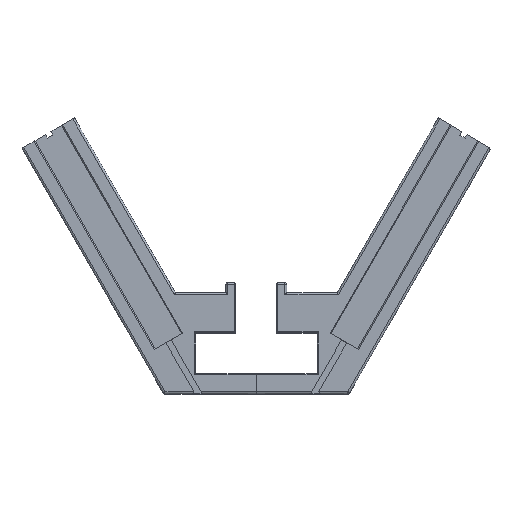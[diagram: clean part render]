
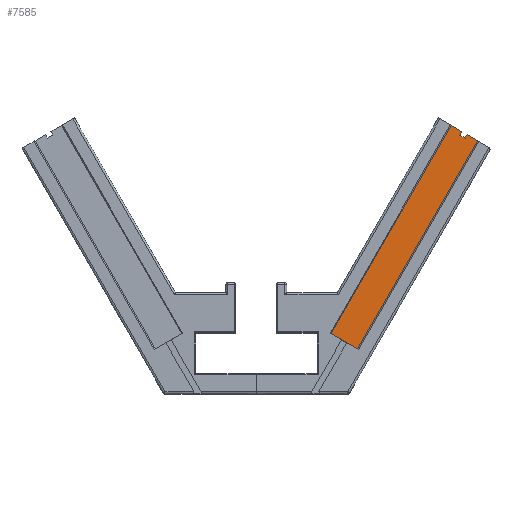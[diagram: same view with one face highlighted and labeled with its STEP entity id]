
A CAD part, top view. The second image highlights one B-rep face of the part: STEP entity #7585.
In plain terms, the highlighted planar face has unit normal (0, 0, 1).
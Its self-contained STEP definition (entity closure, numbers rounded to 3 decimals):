
#362 = PLANE('',#363);
#363 = AXIS2_PLACEMENT_3D('',#364,#365,#366);
#364 = CARTESIAN_POINT('',(116.081,121.603,0.));
#365 = DIRECTION('',(-0.5,-0.866,0.));
#366 = DIRECTION('',(-0.866,0.5,0.));
#520 = PLANE('',#521);
#521 = AXIS2_PLACEMENT_3D('',#522,#523,#524);
#522 = CARTESIAN_POINT('',(116.081,121.603,0.));
#523 = DIRECTION('',(-0.5,-0.866,0.));
#524 = DIRECTION('',(-0.866,0.5,0.));
#2968 = VERTEX_POINT('',#2969);
#2969 = CARTESIAN_POINT('',(101.791,129.853,64.8));
#2983 = PLANE('',#2984);
#2984 = AXIS2_PLACEMENT_3D('',#2985,#2986,#2987);
#2985 = CARTESIAN_POINT('',(101.791,129.853,64.8));
#2986 = DIRECTION('',(-0.866,0.5,0.));
#2987 = DIRECTION('',(-0.5,-0.866,0.));
#2995 = EDGE_CURVE('',#2996,#2968,#2998,.T.);
#2996 = VERTEX_POINT('',#2997);
#2997 = CARTESIAN_POINT('',(96.509,132.903,64.8));
#2998 = SURFACE_CURVE('',#2999,(#3003,#3010),.PCURVE_S1.);
#2999 = LINE('',#3000,#3001);
#3000 = CARTESIAN_POINT('',(96.509,132.903,64.8));
#3001 = VECTOR('',#3002,1.);
#3002 = DIRECTION('',(0.866,-0.5,0.));
#3003 = PCURVE('',#520,#3004);
#3004 = DEFINITIONAL_REPRESENTATION('',(#3005),#3009);
#3005 = LINE('',#3006,#3007);
#3006 = CARTESIAN_POINT('',(22.6,-64.8));
#3007 = VECTOR('',#3008,1.);
#3008 = DIRECTION('',(-1.,0.));
#3009 = ( GEOMETRIC_REPRESENTATION_CONTEXT(2) 
PARAMETRIC_REPRESENTATION_CONTEXT() REPRESENTATION_CONTEXT('2D SPACE',''
  ) );
#3010 = PCURVE('',#3011,#3016);
#3011 = PLANE('',#3012);
#3012 = AXIS2_PLACEMENT_3D('',#3013,#3014,#3015);
#3013 = CARTESIAN_POINT('',(96.509,132.903,64.8));
#3014 = DIRECTION('',(0.,0.,1.));
#3015 = DIRECTION('',(0.866,-0.5,0.));
#3016 = DEFINITIONAL_REPRESENTATION('',(#3017),#3021);
#3017 = LINE('',#3018,#3019);
#3018 = CARTESIAN_POINT('',(0.,0.));
#3019 = VECTOR('',#3020,1.);
#3020 = DIRECTION('',(1.,-0.));
#3021 = ( GEOMETRIC_REPRESENTATION_CONTEXT(2) 
PARAMETRIC_REPRESENTATION_CONTEXT() REPRESENTATION_CONTEXT('2D SPACE',''
  ) );
#3039 = PLANE('',#3040);
#3040 = AXIS2_PLACEMENT_3D('',#3041,#3042,#3043);
#3041 = CARTESIAN_POINT('',(96.509,132.903,80.));
#3042 = DIRECTION('',(0.866,-0.5,0.));
#3043 = DIRECTION('',(0.,0.,-1.));
#5002 = VERTEX_POINT('',#5003);
#5003 = CARTESIAN_POINT('',(109.672,125.303,64.8));
#5017 = PLANE('',#5018);
#5018 = AXIS2_PLACEMENT_3D('',#5019,#5020,#5021);
#5019 = CARTESIAN_POINT('',(109.672,125.303,64.8));
#5020 = DIRECTION('',(-0.866,0.5,0.));
#5021 = DIRECTION('',(0.,0.,1.));
#5029 = EDGE_CURVE('',#5030,#5002,#5032,.T.);
#5030 = VERTEX_POINT('',#5031);
#5031 = CARTESIAN_POINT('',(104.389,128.353,64.8));
#5032 = SURFACE_CURVE('',#5033,(#5037,#5044),.PCURVE_S1.);
#5033 = LINE('',#5034,#5035);
#5034 = CARTESIAN_POINT('',(96.509,132.903,64.8));
#5035 = VECTOR('',#5036,1.);
#5036 = DIRECTION('',(0.866,-0.5,0.));
#5037 = PCURVE('',#362,#5038);
#5038 = DEFINITIONAL_REPRESENTATION('',(#5039),#5043);
#5039 = LINE('',#5040,#5041);
#5040 = CARTESIAN_POINT('',(22.6,-64.8));
#5041 = VECTOR('',#5042,1.);
#5042 = DIRECTION('',(-1.,0.));
#5043 = ( GEOMETRIC_REPRESENTATION_CONTEXT(2) 
PARAMETRIC_REPRESENTATION_CONTEXT() REPRESENTATION_CONTEXT('2D SPACE',''
  ) );
#5044 = PCURVE('',#3011,#5045);
#5045 = DEFINITIONAL_REPRESENTATION('',(#5046),#5050);
#5046 = LINE('',#5047,#5048);
#5047 = CARTESIAN_POINT('',(0.,0.));
#5048 = VECTOR('',#5049,1.);
#5049 = DIRECTION('',(1.,-0.));
#5050 = ( GEOMETRIC_REPRESENTATION_CONTEXT(2) 
PARAMETRIC_REPRESENTATION_CONTEXT() REPRESENTATION_CONTEXT('2D SPACE',''
  ) );
#5068 = PLANE('',#5069);
#5069 = AXIS2_PLACEMENT_3D('',#5070,#5071,#5072);
#5070 = CARTESIAN_POINT('',(103.389,126.62,64.8));
#5071 = DIRECTION('',(0.866,-0.5,0.));
#5072 = DIRECTION('',(0.5,0.866,0.));
#7287 = PLANE('',#7288);
#7288 = AXIS2_PLACEMENT_3D('',#7289,#7290,#7291);
#7289 = CARTESIAN_POINT('',(100.791,128.12,64.8));
#7290 = DIRECTION('',(-0.5,-0.866,0.));
#7291 = DIRECTION('',(0.866,-0.5,0.));
#7423 = PLANE('',#7424);
#7424 = AXIS2_PLACEMENT_3D('',#7425,#7426,#7427);
#7425 = CARTESIAN_POINT('',(43.555,25.985,
    40.));
#7426 = DIRECTION('',(0.5,0.866,0.));
#7427 = DIRECTION('',(0.866,-0.5,0.));
#7543 = VERTEX_POINT('',#7544);
#7544 = CARTESIAN_POINT('',(36.974,29.785,64.8));
#7565 = EDGE_CURVE('',#2996,#7543,#7566,.T.);
#7566 = SURFACE_CURVE('',#7567,(#7571,#7578),.PCURVE_S1.);
#7567 = LINE('',#7568,#7569);
#7568 = CARTESIAN_POINT('',(96.509,132.903,64.8));
#7569 = VECTOR('',#7570,1.);
#7570 = DIRECTION('',(-0.5,-0.866,0.));
#7571 = PCURVE('',#3039,#7572);
#7572 = DEFINITIONAL_REPRESENTATION('',(#7573),#7577);
#7573 = LINE('',#7574,#7575);
#7574 = CARTESIAN_POINT('',(15.2,0.));
#7575 = VECTOR('',#7576,1.);
#7576 = DIRECTION('',(0.,-1.));
#7577 = ( GEOMETRIC_REPRESENTATION_CONTEXT(2) 
PARAMETRIC_REPRESENTATION_CONTEXT() REPRESENTATION_CONTEXT('2D SPACE',''
  ) );
#7578 = PCURVE('',#3011,#7579);
#7579 = DEFINITIONAL_REPRESENTATION('',(#7580),#7584);
#7580 = LINE('',#7581,#7582);
#7581 = CARTESIAN_POINT('',(0.,0.));
#7582 = VECTOR('',#7583,1.);
#7583 = DIRECTION('',(0.,-1.));
#7584 = ( GEOMETRIC_REPRESENTATION_CONTEXT(2) 
PARAMETRIC_REPRESENTATION_CONTEXT() REPRESENTATION_CONTEXT('2D SPACE',''
  ) );
#7585 = ADVANCED_FACE('',(#7586),#3011,.T.);
#7586 = FACE_BOUND('',#7587,.T.);
#7587 = EDGE_LOOP('',(#7588,#7589,#7590,#7613,#7634,#7635,#7658,#7681));
#7588 = ORIENTED_EDGE('',*,*,#2995,.F.);
#7589 = ORIENTED_EDGE('',*,*,#7565,.T.);
#7590 = ORIENTED_EDGE('',*,*,#7591,.T.);
#7591 = EDGE_CURVE('',#7543,#7592,#7594,.T.);
#7592 = VERTEX_POINT('',#7593);
#7593 = CARTESIAN_POINT('',(50.137,22.185,64.8));
#7594 = SURFACE_CURVE('',#7595,(#7599,#7606),.PCURVE_S1.);
#7595 = LINE('',#7596,#7597);
#7596 = CARTESIAN_POINT('',(36.974,29.785,64.8));
#7597 = VECTOR('',#7598,1.);
#7598 = DIRECTION('',(0.866,-0.5,0.));
#7599 = PCURVE('',#3011,#7600);
#7600 = DEFINITIONAL_REPRESENTATION('',(#7601),#7605);
#7601 = LINE('',#7602,#7603);
#7602 = CARTESIAN_POINT('',(0.,-119.07));
#7603 = VECTOR('',#7604,1.);
#7604 = DIRECTION('',(1.,-0.));
#7605 = ( GEOMETRIC_REPRESENTATION_CONTEXT(2) 
PARAMETRIC_REPRESENTATION_CONTEXT() REPRESENTATION_CONTEXT('2D SPACE',''
  ) );
#7606 = PCURVE('',#7423,#7607);
#7607 = DEFINITIONAL_REPRESENTATION('',(#7608),#7612);
#7608 = LINE('',#7609,#7610);
#7609 = CARTESIAN_POINT('',(-7.6,-24.8));
#7610 = VECTOR('',#7611,1.);
#7611 = DIRECTION('',(1.,0.));
#7612 = ( GEOMETRIC_REPRESENTATION_CONTEXT(2) 
PARAMETRIC_REPRESENTATION_CONTEXT() REPRESENTATION_CONTEXT('2D SPACE',''
  ) );
#7613 = ORIENTED_EDGE('',*,*,#7614,.F.);
#7614 = EDGE_CURVE('',#5002,#7592,#7615,.T.);
#7615 = SURFACE_CURVE('',#7616,(#7620,#7627),.PCURVE_S1.);
#7616 = LINE('',#7617,#7618);
#7617 = CARTESIAN_POINT('',(109.672,125.303,64.8));
#7618 = VECTOR('',#7619,1.);
#7619 = DIRECTION('',(-0.5,-0.866,0.));
#7620 = PCURVE('',#3011,#7621);
#7621 = DEFINITIONAL_REPRESENTATION('',(#7622),#7626);
#7622 = LINE('',#7623,#7624);
#7623 = CARTESIAN_POINT('',(15.2,0.));
#7624 = VECTOR('',#7625,1.);
#7625 = DIRECTION('',(0.,-1.));
#7626 = ( GEOMETRIC_REPRESENTATION_CONTEXT(2) 
PARAMETRIC_REPRESENTATION_CONTEXT() REPRESENTATION_CONTEXT('2D SPACE',''
  ) );
#7627 = PCURVE('',#5017,#7628);
#7628 = DEFINITIONAL_REPRESENTATION('',(#7629),#7633);
#7629 = LINE('',#7630,#7631);
#7630 = CARTESIAN_POINT('',(0.,0.));
#7631 = VECTOR('',#7632,1.);
#7632 = DIRECTION('',(0.,-1.));
#7633 = ( GEOMETRIC_REPRESENTATION_CONTEXT(2) 
PARAMETRIC_REPRESENTATION_CONTEXT() REPRESENTATION_CONTEXT('2D SPACE',''
  ) );
#7634 = ORIENTED_EDGE('',*,*,#5029,.F.);
#7635 = ORIENTED_EDGE('',*,*,#7636,.F.);
#7636 = EDGE_CURVE('',#7637,#5030,#7639,.T.);
#7637 = VERTEX_POINT('',#7638);
#7638 = CARTESIAN_POINT('',(103.389,126.62,64.8));
#7639 = SURFACE_CURVE('',#7640,(#7644,#7651),.PCURVE_S1.);
#7640 = LINE('',#7641,#7642);
#7641 = CARTESIAN_POINT('',(103.389,126.62,64.8));
#7642 = VECTOR('',#7643,1.);
#7643 = DIRECTION('',(0.5,0.866,0.));
#7644 = PCURVE('',#3011,#7645);
#7645 = DEFINITIONAL_REPRESENTATION('',(#7646),#7650);
#7646 = LINE('',#7647,#7648);
#7647 = CARTESIAN_POINT('',(9.1,-2.));
#7648 = VECTOR('',#7649,1.);
#7649 = DIRECTION('',(0.,1.));
#7650 = ( GEOMETRIC_REPRESENTATION_CONTEXT(2) 
PARAMETRIC_REPRESENTATION_CONTEXT() REPRESENTATION_CONTEXT('2D SPACE',''
  ) );
#7651 = PCURVE('',#5068,#7652);
#7652 = DEFINITIONAL_REPRESENTATION('',(#7653),#7657);
#7653 = LINE('',#7654,#7655);
#7654 = CARTESIAN_POINT('',(0.,0.));
#7655 = VECTOR('',#7656,1.);
#7656 = DIRECTION('',(1.,0.));
#7657 = ( GEOMETRIC_REPRESENTATION_CONTEXT(2) 
PARAMETRIC_REPRESENTATION_CONTEXT() REPRESENTATION_CONTEXT('2D SPACE',''
  ) );
#7658 = ORIENTED_EDGE('',*,*,#7659,.F.);
#7659 = EDGE_CURVE('',#7660,#7637,#7662,.T.);
#7660 = VERTEX_POINT('',#7661);
#7661 = CARTESIAN_POINT('',(100.791,128.12,64.8));
#7662 = SURFACE_CURVE('',#7663,(#7667,#7674),.PCURVE_S1.);
#7663 = LINE('',#7664,#7665);
#7664 = CARTESIAN_POINT('',(100.791,128.12,64.8));
#7665 = VECTOR('',#7666,1.);
#7666 = DIRECTION('',(0.866,-0.5,0.));
#7667 = PCURVE('',#3011,#7668);
#7668 = DEFINITIONAL_REPRESENTATION('',(#7669),#7673);
#7669 = LINE('',#7670,#7671);
#7670 = CARTESIAN_POINT('',(6.1,-2.));
#7671 = VECTOR('',#7672,1.);
#7672 = DIRECTION('',(1.,0.));
#7673 = ( GEOMETRIC_REPRESENTATION_CONTEXT(2) 
PARAMETRIC_REPRESENTATION_CONTEXT() REPRESENTATION_CONTEXT('2D SPACE',''
  ) );
#7674 = PCURVE('',#7287,#7675);
#7675 = DEFINITIONAL_REPRESENTATION('',(#7676),#7680);
#7676 = LINE('',#7677,#7678);
#7677 = CARTESIAN_POINT('',(0.,0.));
#7678 = VECTOR('',#7679,1.);
#7679 = DIRECTION('',(1.,-0.));
#7680 = ( GEOMETRIC_REPRESENTATION_CONTEXT(2) 
PARAMETRIC_REPRESENTATION_CONTEXT() REPRESENTATION_CONTEXT('2D SPACE',''
  ) );
#7681 = ORIENTED_EDGE('',*,*,#7682,.F.);
#7682 = EDGE_CURVE('',#2968,#7660,#7683,.T.);
#7683 = SURFACE_CURVE('',#7684,(#7688,#7695),.PCURVE_S1.);
#7684 = LINE('',#7685,#7686);
#7685 = CARTESIAN_POINT('',(101.791,129.853,64.8));
#7686 = VECTOR('',#7687,1.);
#7687 = DIRECTION('',(-0.5,-0.866,0.));
#7688 = PCURVE('',#3011,#7689);
#7689 = DEFINITIONAL_REPRESENTATION('',(#7690),#7694);
#7690 = LINE('',#7691,#7692);
#7691 = CARTESIAN_POINT('',(6.1,0.));
#7692 = VECTOR('',#7693,1.);
#7693 = DIRECTION('',(0.,-1.));
#7694 = ( GEOMETRIC_REPRESENTATION_CONTEXT(2) 
PARAMETRIC_REPRESENTATION_CONTEXT() REPRESENTATION_CONTEXT('2D SPACE',''
  ) );
#7695 = PCURVE('',#2983,#7696);
#7696 = DEFINITIONAL_REPRESENTATION('',(#7697),#7701);
#7697 = LINE('',#7698,#7699);
#7698 = CARTESIAN_POINT('',(0.,0.));
#7699 = VECTOR('',#7700,1.);
#7700 = DIRECTION('',(1.,0.));
#7701 = ( GEOMETRIC_REPRESENTATION_CONTEXT(2) 
PARAMETRIC_REPRESENTATION_CONTEXT() REPRESENTATION_CONTEXT('2D SPACE',''
  ) );
